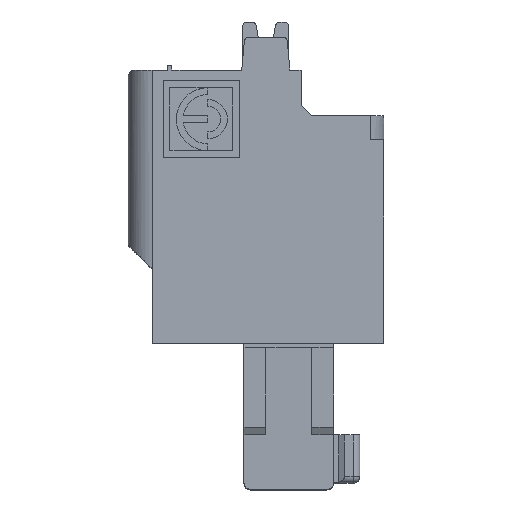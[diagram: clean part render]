
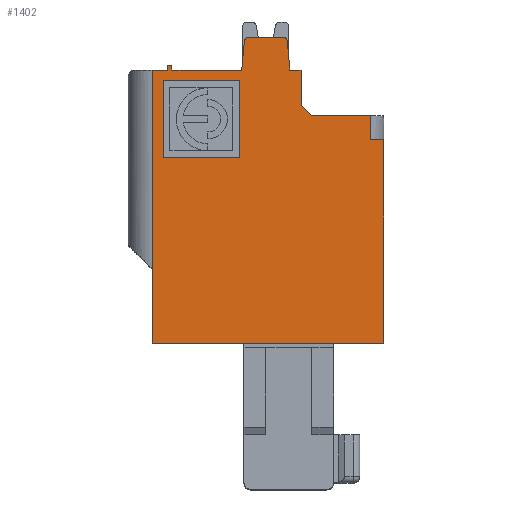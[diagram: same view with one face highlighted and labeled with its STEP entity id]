
A CAD part, top view. The second image highlights one B-rep face of the part: STEP entity #1402.
In plain terms, the highlighted planar face has unit normal (0, 0, 1).
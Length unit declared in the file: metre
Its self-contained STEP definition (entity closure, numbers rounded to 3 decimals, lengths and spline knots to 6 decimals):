
#1402=ADVANCED_FACE('',(#3653,#3654),#3655,.F.);
#2098=EDGE_CURVE('',#4738,#4735,#4739,.T.);
#3653=FACE_BOUND('',#6748,.T.);
#3654=FACE_OUTER_BOUND('',#6749,.T.);
#3655=PLANE('',#6750);
#4735=VERTEX_POINT('',#7936);
#4738=VERTEX_POINT('',#7941);
#4739=LINE('',#7942,#7943);
#4813=VERTEX_POINT('',#8064);
#5223=VERTEX_POINT('',#9041);
#5226=VERTEX_POINT('',#9046);
#5482=VERTEX_POINT('',#9563);
#5486=VERTEX_POINT('',#9569);
#5489=VERTEX_POINT('',#9574);
#5507=VERTEX_POINT('',#9604);
#5511=VERTEX_POINT('',#9610);
#5514=VERTEX_POINT('',#9615);
#6748=EDGE_LOOP('',(#12759,#12760,#12761,#12762));
#6749=EDGE_LOOP('',(#12763,#12764,#12765,#12766,#12767,#12768,#12769,#12770,#12771,#12772,#12773,#12774,#12775,#12776,#12777,#12778,#12779,#12780,#12781));
#6750=AXIS2_PLACEMENT_3D('',#12782,#12783,#12784);
#7936=CARTESIAN_POINT('',(0.0306,0.0093,-0.0148));
#7941=CARTESIAN_POINT('',(0.0306,0.0,-0.0148));
#7942=CARTESIAN_POINT('',(0.0306,0.0,-0.0148));
#7943=VECTOR('',#15552,1.0);
#8064=CARTESIAN_POINT('',(0.03,0.0093,-0.0148));
#9041=CARTESIAN_POINT('',(0.0207,0.0125,-0.0148));
#9046=CARTESIAN_POINT('',(0.0207,0.0127,-0.0148));
#9563=CARTESIAN_POINT('',(0.0209,0.0125,-0.0148));
#9569=CARTESIAN_POINT('',(0.0241,0.0125,-0.0148));
#9574=CARTESIAN_POINT('',(0.0263,0.0125,-0.0148));
#9604=CARTESIAN_POINT('',(0.0209,0.0127,-0.0148));
#9610=CARTESIAN_POINT('',(0.026185,0.013817,-0.0148));
#9615=CARTESIAN_POINT('',(0.024215,0.013817,-0.0148));
#12759=ORIENTED_EDGE('',*,*,#16580,.T.);
#12760=ORIENTED_EDGE('',*,*,#16673,.T.);
#12761=ORIENTED_EDGE('',*,*,#16651,.T.);
#12762=ORIENTED_EDGE('',*,*,#16674,.T.);
#12763=ORIENTED_EDGE('',*,*,#16321,.T.);
#12764=ORIENTED_EDGE('',*,*,#16675,.T.);
#12765=ORIENTED_EDGE('',*,*,#16676,.F.);
#12766=ORIENTED_EDGE('',*,*,#16677,.T.);
#12767=ORIENTED_EDGE('',*,*,#16678,.T.);
#12768=ORIENTED_EDGE('',*,*,#16679,.T.);
#12769=ORIENTED_EDGE('',*,*,#16680,.T.);
#12770=ORIENTED_EDGE('',*,*,#16681,.T.);
#12771=ORIENTED_EDGE('',*,*,#16682,.F.);
#12772=ORIENTED_EDGE('',*,*,#16683,.T.);
#12773=ORIENTED_EDGE('',*,*,#16684,.F.);
#12774=ORIENTED_EDGE('',*,*,#16414,.F.);
#12775=ORIENTED_EDGE('',*,*,#16647,.F.);
#12776=ORIENTED_EDGE('',*,*,#16685,.F.);
#12777=ORIENTED_EDGE('',*,*,#16299,.T.);
#12778=ORIENTED_EDGE('',*,*,#2098,.T.);
#12779=ORIENTED_EDGE('',*,*,#16219,.F.);
#12780=ORIENTED_EDGE('',*,*,#16230,.F.);
#12781=ORIENTED_EDGE('',*,*,#16686,.F.);
#12782=CARTESIAN_POINT('',(0.034572,0.033759,-0.0148));
#12783=DIRECTION('',(0.0,0.,-1.0));
#12784=DIRECTION('',(-1.0,0.0,0.0));
#15552=DIRECTION('',(0.0,1.0,0.));
#16219=EDGE_CURVE('',#4813,#4735,#17394,.T.);
#16230=EDGE_CURVE('',#17404,#4813,#17406,.T.);
#16299=EDGE_CURVE('',#17485,#4738,#17486,.T.);
#16321=EDGE_CURVE('',#17510,#17512,#17514,.T.);
#16414=EDGE_CURVE('',#5223,#5226,#17664,.T.);
#16580=EDGE_CURVE('',#17924,#17922,#17925,.T.);
#16647=EDGE_CURVE('',#17997,#5223,#17999,.T.);
#16651=EDGE_CURVE('',#18003,#18004,#18005,.T.);
#16673=EDGE_CURVE('',#17922,#18003,#18030,.T.);
#16674=EDGE_CURVE('',#18004,#17924,#18031,.T.);
#16675=EDGE_CURVE('',#17512,#18032,#18033,.T.);
#16676=EDGE_CURVE('',#5489,#18032,#18034,.T.);
#16677=EDGE_CURVE('',#5489,#5511,#18035,.T.);
#16678=EDGE_CURVE('',#5511,#18036,#18037,.T.);
#16679=EDGE_CURVE('',#18036,#18038,#18039,.T.);
#16680=EDGE_CURVE('',#18038,#5514,#18040,.T.);
#16681=EDGE_CURVE('',#5514,#5486,#18041,.T.);
#16682=EDGE_CURVE('',#5482,#5486,#18042,.T.);
#16683=EDGE_CURVE('',#5482,#5507,#18043,.T.);
#16684=EDGE_CURVE('',#5226,#5507,#18044,.T.);
#16685=EDGE_CURVE('',#17485,#17997,#18045,.T.);
#16686=EDGE_CURVE('',#17510,#17404,#18046,.T.);
#17394=LINE('',#18899,#18900);
#17404=VERTEX_POINT('',#18912);
#17406=LINE('',#18915,#18916);
#17485=VERTEX_POINT('',#19024);
#17486=LINE('',#19025,#19026);
#17510=VERTEX_POINT('',#19060);
#17512=VERTEX_POINT('',#19063);
#17514=LINE('',#19066,#19067);
#17664=LINE('',#19280,#19281);
#17922=VERTEX_POINT('',#19665);
#17924=VERTEX_POINT('',#19668);
#17925=LINE('',#19669,#19670);
#17997=VERTEX_POINT('',#19777);
#17999=LINE('',#19780,#19781);
#18003=VERTEX_POINT('',#19787);
#18004=VERTEX_POINT('',#19788);
#18005=LINE('',#19789,#19790);
#18030=LINE('',#19832,#19833);
#18031=LINE('',#19834,#19835);
#18032=VERTEX_POINT('',#19836);
#18033=LINE('',#19837,#19838);
#18034=LINE('',#19839,#19840);
#18035=LINE('',#19841,#19842);
#18036=VERTEX_POINT('',#19843);
#18037=CIRCLE('',#19844,0.0002);
#18038=VERTEX_POINT('',#19845);
#18039=LINE('',#19846,#19847);
#18040=CIRCLE('',#19848,0.0002);
#18041=LINE('',#19849,#19850);
#18042=LINE('',#19851,#19852);
#18043=LINE('',#19853,#19854);
#18044=LINE('',#19855,#19856);
#18045=LINE('',#19857,#19858);
#18046=LINE('',#19859,#19860);
#18899=CARTESIAN_POINT('',(0.03,0.0093,-0.0148));
#18900=VECTOR('',#20859,1.0);
#18912=CARTESIAN_POINT('',(0.03,0.0104,-0.0148));
#18915=CARTESIAN_POINT('',(0.03,0.0125,-0.0148));
#18916=VECTOR('',#20863,1.0);
#19024=CARTESIAN_POINT('',(0.02,0.0,-0.0148));
#19025=CARTESIAN_POINT('',(0.016699,0.0,-0.0148));
#19026=VECTOR('',#20905,1.0);
#19060=CARTESIAN_POINT('',(0.027307,0.0104,-0.0148));
#19063=CARTESIAN_POINT('',(0.026811,0.010896,-0.0148));
#19066=CARTESIAN_POINT('',(0.019267,0.01844,-0.0148));
#19067=VECTOR('',#20924,1.0);
#19280=CARTESIAN_POINT('',(0.0207,0.0125,-0.0148));
#19281=VECTOR('',#21018,1.0);
#19665=CARTESIAN_POINT('',(0.024,0.0085,-0.0148));
#19668=CARTESIAN_POINT('',(0.024,0.012,-0.0148));
#19669=CARTESIAN_POINT('',(0.024,0.033759,-0.0148));
#19670=VECTOR('',#21193,1.0);
#19777=CARTESIAN_POINT('',(0.02,0.0125,-0.0148));
#19780=CARTESIAN_POINT('',(0.02,0.0125,-0.0148));
#19781=VECTOR('',#21245,1.0);
#19787=CARTESIAN_POINT('',(0.0205,0.0085,-0.0148));
#19788=CARTESIAN_POINT('',(0.0205,0.012,-0.0148));
#19789=CARTESIAN_POINT('',(0.0205,0.033759,-0.0148));
#19790=VECTOR('',#21248,1.0);
#19832=CARTESIAN_POINT('',(0.034072,0.0085,-0.0148));
#19833=VECTOR('',#21266,1.0);
#19834=CARTESIAN_POINT('',(0.034072,0.012,-0.0148));
#19835=VECTOR('',#21267,1.0);
#19836=CARTESIAN_POINT('',(0.026811,0.0125,-0.0148));
#19837=CARTESIAN_POINT('',(0.026811,0.033759,-0.0148));
#19838=VECTOR('',#21268,1.0);
#19839=CARTESIAN_POINT('',(0.0263,0.0125,-0.0148));
#19840=VECTOR('',#21269,1.0);
#19841=CARTESIAN_POINT('',(0.0263,0.0125,-0.0148));
#19842=VECTOR('',#21270,1.0);
#19843=CARTESIAN_POINT('',(0.025985,0.014,-0.0148));
#19844=AXIS2_PLACEMENT_3D('',#21271,#21272,#21273);
#19845=CARTESIAN_POINT('',(0.024414,0.014,-0.0148));
#19846=CARTESIAN_POINT('',(0.024475,0.014,-0.0148));
#19847=VECTOR('',#21274,1.0);
#19848=AXIS2_PLACEMENT_3D('',#21275,#21276,#21277);
#19849=CARTESIAN_POINT('',(0.024215,0.013817,-0.0148));
#19850=VECTOR('',#21278,1.0);
#19851=CARTESIAN_POINT('',(0.0209,0.0125,-0.0148));
#19852=VECTOR('',#21279,1.0);
#19853=CARTESIAN_POINT('',(0.0209,0.0125,-0.0148));
#19854=VECTOR('',#21280,1.0);
#19855=CARTESIAN_POINT('',(0.0207,0.0127,-0.0148));
#19856=VECTOR('',#21281,1.0);
#19857=CARTESIAN_POINT('',(0.02,0.0118,-0.0148));
#19858=VECTOR('',#21282,1.0);
#19859=CARTESIAN_POINT('',(0.034572,0.0104,-0.0148));
#19860=VECTOR('',#21283,1.0);
#20859=DIRECTION('',(1.0,0.0,0.0));
#20863=DIRECTION('',(0.0,-1.0,0.));
#20905=DIRECTION('',(1.0,0.0,0.0));
#20924=DIRECTION('',(-0.707,0.707,0.));
#21018=DIRECTION('',(0.0,1.0,0.));
#21193=DIRECTION('',(0.,-1.0,0.));
#21245=DIRECTION('',(1.0,0.0,0.0));
#21248=DIRECTION('',(0.,1.0,0.));
#21266=DIRECTION('',(-1.0,0.,0.));
#21267=DIRECTION('',(1.0,0.,0.));
#21268=DIRECTION('',(0.,1.0,0.));
#21269=DIRECTION('',(1.0,0.0,0.0));
#21270=DIRECTION('',(-0.087,0.996,0.));
#21271=CARTESIAN_POINT('',(0.025985,0.0138,-0.0148));
#21272=DIRECTION('',(0.,0.,1.0));
#21273=DIRECTION('',(0.996,0.087,0.));
#21274=DIRECTION('',(-1.0,-0.0,0.0));
#21275=CARTESIAN_POINT('',(0.024414,0.0138,-0.0148));
#21276=DIRECTION('',(0.0,0.,1.0));
#21277=DIRECTION('',(0.0,1.0,0.));
#21278=DIRECTION('',(-0.087,-0.996,0.));
#21279=DIRECTION('',(1.0,0.0,0.0));
#21280=DIRECTION('',(0.0,1.0,0.));
#21281=DIRECTION('',(1.0,0.0,0.0));
#21282=DIRECTION('',(0.0,1.0,0.));
#21283=DIRECTION('',(1.0,0.,0.));
